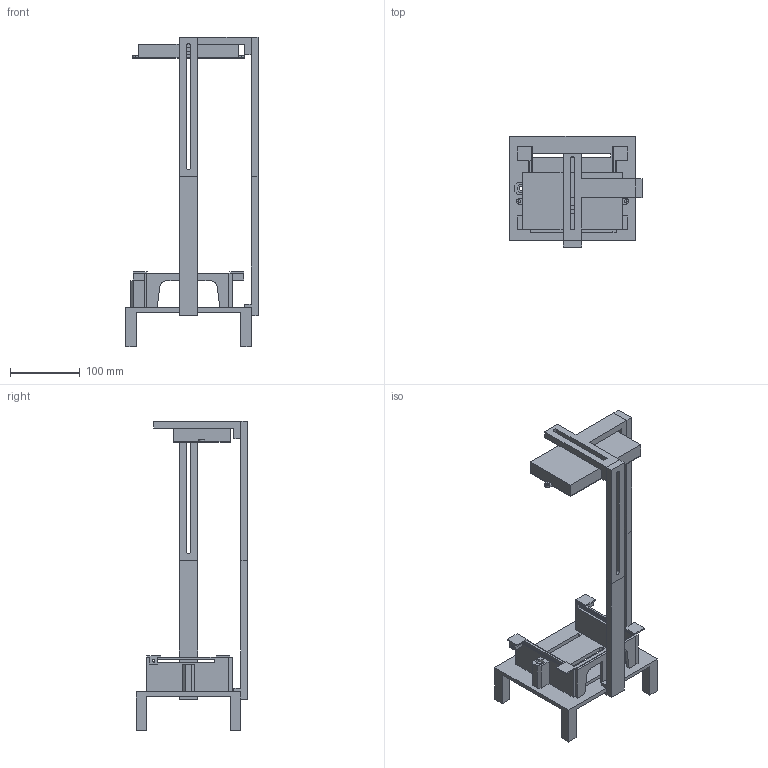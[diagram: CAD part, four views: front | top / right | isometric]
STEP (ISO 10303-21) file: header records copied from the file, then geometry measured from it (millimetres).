
FILE_DESCRIPTION(/* description */ (''),/* implementation_level */ '2;1');
FILE_NAME(/* name */ 'Estrutura.step',/* time_stamp */ '2026-01-12T14:47:39-03:00',/* author */ (''),/* organization */ (''),/* preprocessor_version */ 'ST-DEVELOPER v20.1',/* originating_system */ 'Autodesk Translation Framework v14.21.0.0',/* authorisation */ '');
FILE_SCHEMA (('AUTOMOTIVE_DESIGN { 1 0 10303 214 3 1 1 }'));
Length unit declared in the file: millimetre
Products named in the file (1): (Unsaved)
Bounding box: 190 x 160 x 444.8 mm (x, y, z)
Volume: 724816.5 mm3; surface area: 262989.8 mm2
Topology: 13 solids, 13 shells, 364 faces, 947 edges, 630 vertices
Faces by surface type: plane 326, cylinder 38
Full cylindrical faces by diameter (mm): 3.5 x2, 3.6 x6, 4.2 x4, 6.6 x3, 15 x1
Entity records: 11096 total; most frequent: CARTESIAN_POINT 1942, ORIENTED_EDGE 1894, DIRECTION 1753, EDGE_CURVE 947, LINE 871, VECTOR 871, VERTEX_POINT 630, AXIS2_PLACEMENT_3D 441
